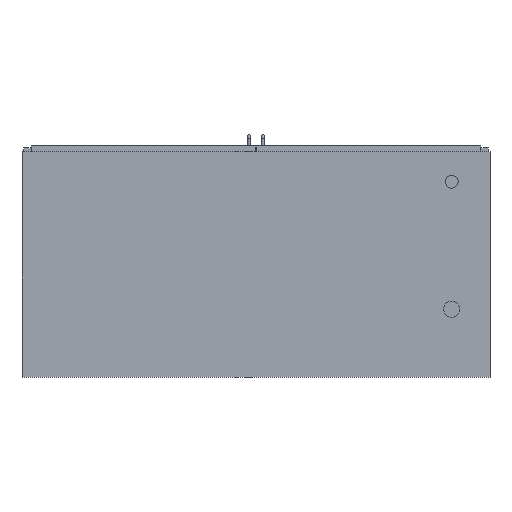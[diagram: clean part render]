
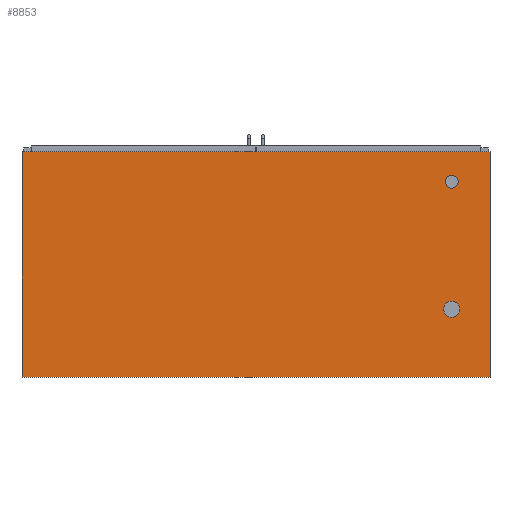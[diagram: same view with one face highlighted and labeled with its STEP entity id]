
A CAD part, front view. The second image highlights one B-rep face of the part: STEP entity #8853.
In plain terms, the highlighted planar face has unit normal (0, -1, 0).
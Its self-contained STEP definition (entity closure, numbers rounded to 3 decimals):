
#87=FACE_BOUND('',#929,.T.);
#88=FACE_BOUND('',#930,.T.);
#107=CIRCLE('',#9462,20.);
#109=CIRCLE('',#9466,25.);
#381=FACE_OUTER_BOUND('',#928,.T.);
#928=EDGE_LOOP('',(#5907,#5908,#5909,#5910));
#929=EDGE_LOOP('',(#5911));
#930=EDGE_LOOP('',(#5912));
#1504=LINE('',#12729,#2628);
#1506=LINE('',#12733,#2630);
#1508=LINE('',#12737,#2632);
#1510=LINE('',#12740,#2634);
#2628=VECTOR('',#10219,10.);
#2630=VECTOR('',#10223,10.);
#2632=VECTOR('',#10227,10.);
#2634=VECTOR('',#10231,10.);
#3730=VERTEX_POINT('',#12680);
#3732=VERTEX_POINT('',#12687);
#3745=VERTEX_POINT('',#12726);
#3746=VERTEX_POINT('',#12728);
#3747=VERTEX_POINT('',#12732);
#3748=VERTEX_POINT('',#12736);
#4575=EDGE_CURVE('',#3730,#3730,#107,.T.);
#4578=EDGE_CURVE('',#3732,#3732,#109,.T.);
#4596=EDGE_CURVE('',#3746,#3745,#1504,.T.);
#4598=EDGE_CURVE('',#3747,#3746,#1506,.T.);
#4600=EDGE_CURVE('',#3748,#3747,#1508,.T.);
#4602=EDGE_CURVE('',#3745,#3748,#1510,.T.);
#5907=ORIENTED_EDGE('',*,*,#4602,.T.);
#5908=ORIENTED_EDGE('',*,*,#4600,.T.);
#5909=ORIENTED_EDGE('',*,*,#4598,.T.);
#5910=ORIENTED_EDGE('',*,*,#4596,.T.);
#5911=ORIENTED_EDGE('',*,*,#4575,.T.);
#5912=ORIENTED_EDGE('',*,*,#4578,.T.);
#8383=PLANE('',#9478);
#8853=ADVANCED_FACE('',(#381,#87,#88),#8383,.T.);
#9462=AXIS2_PLACEMENT_3D('',#12682,#10175,#10176);
#9466=AXIS2_PLACEMENT_3D('',#12689,#10184,#10185);
#9478=AXIS2_PLACEMENT_3D('',#12741,#10232,#10233);
#10175=DIRECTION('center_axis',(0.,1.,0.));
#10176=DIRECTION('ref_axis',(1.,0.,0.));
#10184=DIRECTION('center_axis',(0.,1.,0.));
#10185=DIRECTION('ref_axis',(1.,0.,0.));
#10219=DIRECTION('',(-1.,0.,0.));
#10223=DIRECTION('',(0.,0.,1.));
#10227=DIRECTION('',(1.,0.,0.));
#10231=DIRECTION('',(0.,0.,-1.));
#10232=DIRECTION('center_axis',(0.,-1.,0.));
#10233=DIRECTION('ref_axis',(0.,0.,-1.));
#12680=CARTESIAN_POINT('',(582.,-370.,254.5));
#12682=CARTESIAN_POINT('Origin',(602.,-370.,254.5));
#12687=CARTESIAN_POINT('',(577.,-370.,-137.5));
#12689=CARTESIAN_POINT('Origin',(602.,-370.,-137.5));
#12726=CARTESIAN_POINT('',(-720.,-370.,347.5));
#12728=CARTESIAN_POINT('',(720.,-370.,347.5));
#12729=CARTESIAN_POINT('',(-720.,-370.,347.5));
#12732=CARTESIAN_POINT('',(720.,-370.,-347.5));
#12733=CARTESIAN_POINT('',(720.,-370.,347.5));
#12736=CARTESIAN_POINT('',(-720.,-370.,-347.5));
#12737=CARTESIAN_POINT('',(720.,-370.,-347.5));
#12740=CARTESIAN_POINT('',(-720.,-370.,-347.5));
#12741=CARTESIAN_POINT('Origin',(0.,-370.,0.));
